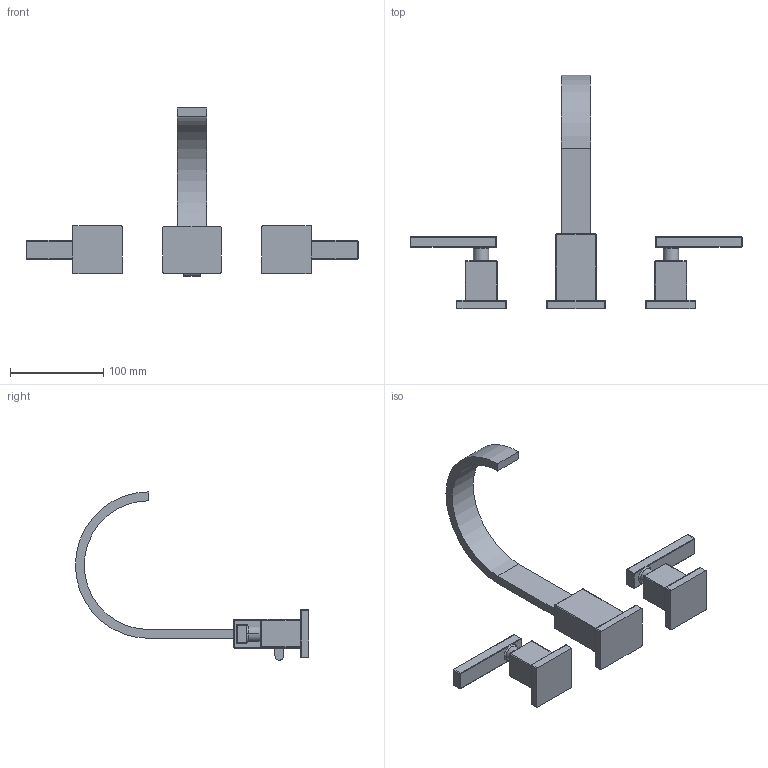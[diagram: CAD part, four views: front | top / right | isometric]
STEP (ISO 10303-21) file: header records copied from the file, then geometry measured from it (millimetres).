
FILE_DESCRIPTION((''),'2;1');
FILE_NAME('2040','2020-11-27T10:31:14',('jinson.thomas'),(''),'CREO PARAMETRIC BY PTC INC, 2018400','CREO PARAMETRIC BY PTC INC, 2018400','');
FILE_SCHEMA(('CONFIG_CONTROL_DESIGN'));
Length unit declared in the file: inch
Products named in the file (1): 2040
Bounding box: 355.6 x 249.87 x 180.15 mm (x, y, z)
Volume: 401298.6 mm3; surface area: 85353.9 mm2
Topology: 3 solids, 3 shells, 199 faces, 420 edges, 236 vertices
Faces by surface type: cylinder 89, plane 62, sphere 40, bspline 4, torus 4
Entity records: 5438 total; most frequent: CARTESIAN_POINT 1061, DIRECTION 992, ORIENTED_EDGE 840, EDGE_CURVE 420, AXIS2_PLACEMENT_3D 385, VERTEX_POINT 236, VECTOR 222, LINE 222
